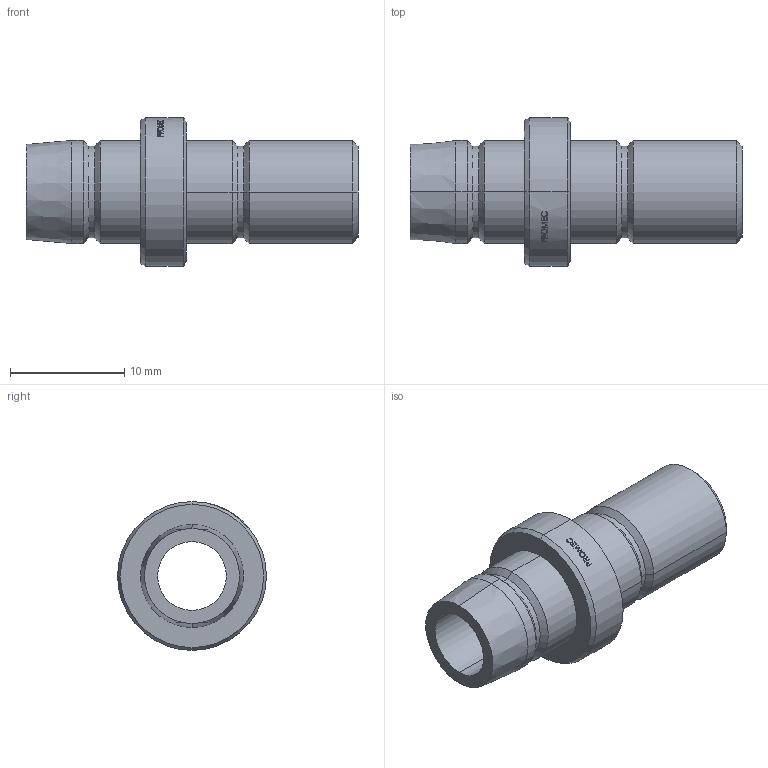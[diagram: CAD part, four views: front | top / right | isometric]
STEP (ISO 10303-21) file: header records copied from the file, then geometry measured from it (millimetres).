
FILE_DESCRIPTION (( 'STEP AP203' ), '1' );
FILE_NAME ('9397.STEP', '2022-09-21T17:49:25', ( '' ), ( '' ), 'SwSTEP 2.0', 'SolidWorks 2019', '' );
FILE_SCHEMA (( 'CONFIG_CONTROL_DESIGN' ));
Length unit declared in the file: millimetre
Products named in the file (1): 9397
Bounding box: 29 x 13 x 13 mm (x, y, z)
Volume: 1247.3 mm3; surface area: 1608.6 mm2
Topology: 1 solids, 1 shells, 119 faces, 294 edges, 188 vertices
Faces by surface type: bspline 42, plane 36, cylinder 25, cone 16
Entity records: 4595 total; most frequent: CARTESIAN_POINT 2018, ORIENTED_EDGE 588, DIRECTION 394, EDGE_CURVE 294, VERTEX_POINT 188, AXIS2_PLACEMENT_3D 158, B_SPLINE_CURVE_WITH_KNOTS 136, EDGE_LOOP 132
